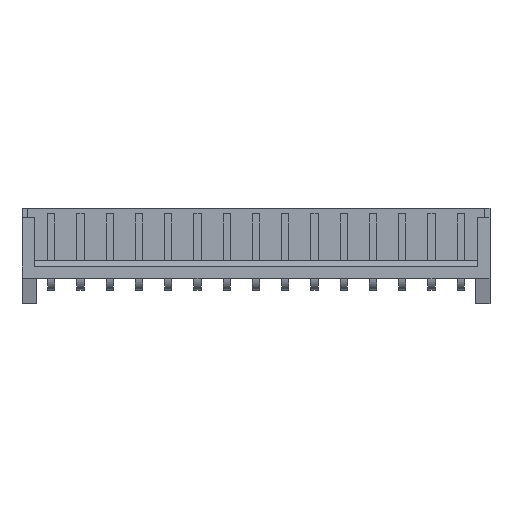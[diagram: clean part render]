
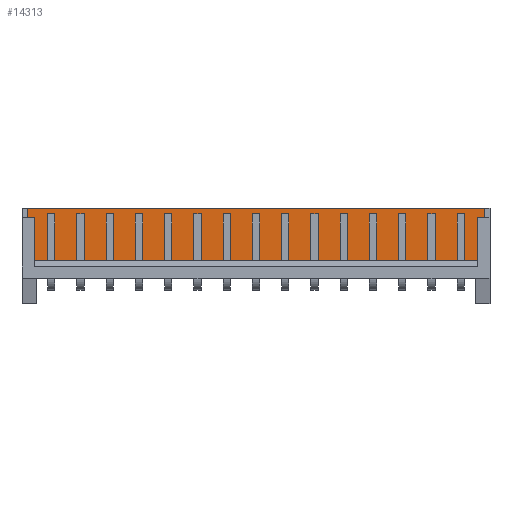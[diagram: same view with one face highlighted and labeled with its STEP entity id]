
A CAD part, top view. The second image highlights one B-rep face of the part: STEP entity #14313.
In plain terms, the highlighted planar face has unit normal (0, 0, 1).
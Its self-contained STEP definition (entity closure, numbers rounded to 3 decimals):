
#5612 = PLANE('',#5613);
#5613 = AXIS2_PLACEMENT_3D('',#5614,#5615,#5616);
#5614 = CARTESIAN_POINT('',(37.5,6.7,0.9));
#5615 = DIRECTION('',(0.,-1.,0.));
#5616 = DIRECTION('',(-1.,0.,0.));
#6662 = PLANE('',#6663);
#6663 = AXIS2_PLACEMENT_3D('',#6664,#6665,#6666);
#6664 = CARTESIAN_POINT('',(37.5,2.2,2.7));
#6665 = DIRECTION('',(0.,-1.,0.));
#6666 = DIRECTION('',(0.,0.,-1.));
#11034 = VERTEX_POINT('',#11035);
#11035 = CARTESIAN_POINT('',(-2.05,6.7,0.9));
#11049 = PLANE('',#11050);
#11050 = AXIS2_PLACEMENT_3D('',#11051,#11052,#11053);
#11051 = CARTESIAN_POINT('',(-2.05,6.7,0.9));
#11052 = DIRECTION('',(-1.,0.,0.));
#11053 = DIRECTION('',(0.,0.,1.));
#11061 = EDGE_CURVE('',#11062,#11034,#11064,.T.);
#11062 = VERTEX_POINT('',#11063);
#11063 = CARTESIAN_POINT('',(37.05,6.7,0.9));
#11064 = SURFACE_CURVE('',#11065,(#11069,#11076),.PCURVE_S1.);
#11065 = LINE('',#11066,#11067);
#11066 = CARTESIAN_POINT('',(37.5,6.7,0.9));
#11067 = VECTOR('',#11068,1.);
#11068 = DIRECTION('',(-1.,0.,0.));
#11069 = PCURVE('',#5612,#11070);
#11070 = DEFINITIONAL_REPRESENTATION('',(#11071),#11075);
#11071 = LINE('',#11072,#11073);
#11072 = CARTESIAN_POINT('',(0.,0.));
#11073 = VECTOR('',#11074,1.);
#11074 = DIRECTION('',(1.,0.));
#11075 = ( GEOMETRIC_REPRESENTATION_CONTEXT(2) 
PARAMETRIC_REPRESENTATION_CONTEXT() REPRESENTATION_CONTEXT('2D SPACE',''
  ) );
#11076 = PCURVE('',#11077,#11082);
#11077 = PLANE('',#11078);
#11078 = AXIS2_PLACEMENT_3D('',#11079,#11080,#11081);
#11079 = CARTESIAN_POINT('',(37.5,6.7,0.9));
#11080 = DIRECTION('',(0.,0.,-1.));
#11081 = DIRECTION('',(-1.,0.,0.));
#11082 = DEFINITIONAL_REPRESENTATION('',(#11083),#11087);
#11083 = LINE('',#11084,#11085);
#11084 = CARTESIAN_POINT('',(0.,0.));
#11085 = VECTOR('',#11086,1.);
#11086 = DIRECTION('',(1.,0.));
#11087 = ( GEOMETRIC_REPRESENTATION_CONTEXT(2) 
PARAMETRIC_REPRESENTATION_CONTEXT() REPRESENTATION_CONTEXT('2D SPACE',''
  ) );
#11105 = PLANE('',#11106);
#11106 = AXIS2_PLACEMENT_3D('',#11107,#11108,#11109);
#11107 = CARTESIAN_POINT('',(37.05,6.7,0.9));
#11108 = DIRECTION('',(1.,0.,0.));
#11109 = DIRECTION('',(0.,0.,-1.));
#13529 = VERTEX_POINT('',#13530);
#13530 = CARTESIAN_POINT('',(37.05,2.2,0.9));
#13551 = EDGE_CURVE('',#13529,#13552,#13554,.T.);
#13552 = VERTEX_POINT('',#13553);
#13553 = CARTESIAN_POINT('',(-2.05,2.2,0.9));
#13554 = SURFACE_CURVE('',#13555,(#13559,#13566),.PCURVE_S1.);
#13555 = LINE('',#13556,#13557);
#13556 = CARTESIAN_POINT('',(37.5,2.2,0.9));
#13557 = VECTOR('',#13558,1.);
#13558 = DIRECTION('',(-1.,0.,0.));
#13559 = PCURVE('',#6662,#13560);
#13560 = DEFINITIONAL_REPRESENTATION('',(#13561),#13565);
#13561 = LINE('',#13562,#13563);
#13562 = CARTESIAN_POINT('',(1.8,0.));
#13563 = VECTOR('',#13564,1.);
#13564 = DIRECTION('',(0.,-1.));
#13565 = ( GEOMETRIC_REPRESENTATION_CONTEXT(2) 
PARAMETRIC_REPRESENTATION_CONTEXT() REPRESENTATION_CONTEXT('2D SPACE',''
  ) );
#13566 = PCURVE('',#11077,#13567);
#13567 = DEFINITIONAL_REPRESENTATION('',(#13568),#13572);
#13568 = LINE('',#13569,#13570);
#13569 = CARTESIAN_POINT('',(0.,-4.5));
#13570 = VECTOR('',#13571,1.);
#13571 = DIRECTION('',(1.,0.));
#13572 = ( GEOMETRIC_REPRESENTATION_CONTEXT(2) 
PARAMETRIC_REPRESENTATION_CONTEXT() REPRESENTATION_CONTEXT('2D SPACE',''
  ) );
#14221 = EDGE_CURVE('',#11062,#13529,#14222,.T.);
#14222 = SURFACE_CURVE('',#14223,(#14227,#14234),.PCURVE_S1.);
#14223 = LINE('',#14224,#14225);
#14224 = CARTESIAN_POINT('',(37.05,6.7,0.9));
#14225 = VECTOR('',#14226,1.);
#14226 = DIRECTION('',(0.,-1.,0.));
#14227 = PCURVE('',#11105,#14228);
#14228 = DEFINITIONAL_REPRESENTATION('',(#14229),#14233);
#14229 = LINE('',#14230,#14231);
#14230 = CARTESIAN_POINT('',(0.,0.));
#14231 = VECTOR('',#14232,1.);
#14232 = DIRECTION('',(0.,-1.));
#14233 = ( GEOMETRIC_REPRESENTATION_CONTEXT(2) 
PARAMETRIC_REPRESENTATION_CONTEXT() REPRESENTATION_CONTEXT('2D SPACE',''
  ) );
#14234 = PCURVE('',#11077,#14235);
#14235 = DEFINITIONAL_REPRESENTATION('',(#14236),#14240);
#14236 = LINE('',#14237,#14238);
#14237 = CARTESIAN_POINT('',(0.45,0.));
#14238 = VECTOR('',#14239,1.);
#14239 = DIRECTION('',(0.,-1.));
#14240 = ( GEOMETRIC_REPRESENTATION_CONTEXT(2) 
PARAMETRIC_REPRESENTATION_CONTEXT() REPRESENTATION_CONTEXT('2D SPACE',''
  ) );
#14270 = EDGE_CURVE('',#11034,#13552,#14271,.T.);
#14271 = SURFACE_CURVE('',#14272,(#14276,#14283),.PCURVE_S1.);
#14272 = LINE('',#14273,#14274);
#14273 = CARTESIAN_POINT('',(-2.05,6.7,0.9));
#14274 = VECTOR('',#14275,1.);
#14275 = DIRECTION('',(0.,-1.,0.));
#14276 = PCURVE('',#11049,#14277);
#14277 = DEFINITIONAL_REPRESENTATION('',(#14278),#14282);
#14278 = LINE('',#14279,#14280);
#14279 = CARTESIAN_POINT('',(0.,0.));
#14280 = VECTOR('',#14281,1.);
#14281 = DIRECTION('',(0.,-1.));
#14282 = ( GEOMETRIC_REPRESENTATION_CONTEXT(2) 
PARAMETRIC_REPRESENTATION_CONTEXT() REPRESENTATION_CONTEXT('2D SPACE',''
  ) );
#14283 = PCURVE('',#11077,#14284);
#14284 = DEFINITIONAL_REPRESENTATION('',(#14285),#14289);
#14285 = LINE('',#14286,#14287);
#14286 = CARTESIAN_POINT('',(39.55,0.));
#14287 = VECTOR('',#14288,1.);
#14288 = DIRECTION('',(0.,-1.));
#14289 = ( GEOMETRIC_REPRESENTATION_CONTEXT(2) 
PARAMETRIC_REPRESENTATION_CONTEXT() REPRESENTATION_CONTEXT('2D SPACE',''
  ) );
#14313 = ADVANCED_FACE('',(#14314),#11077,.F.);
#14314 = FACE_BOUND('',#14315,.T.);
#14315 = EDGE_LOOP('',(#14316,#14317,#14318,#14319));
#14316 = ORIENTED_EDGE('',*,*,#14270,.T.);
#14317 = ORIENTED_EDGE('',*,*,#13551,.F.);
#14318 = ORIENTED_EDGE('',*,*,#14221,.F.);
#14319 = ORIENTED_EDGE('',*,*,#11061,.T.);
